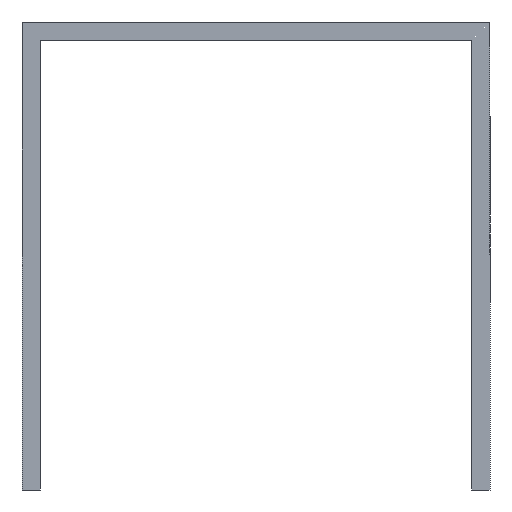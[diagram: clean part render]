
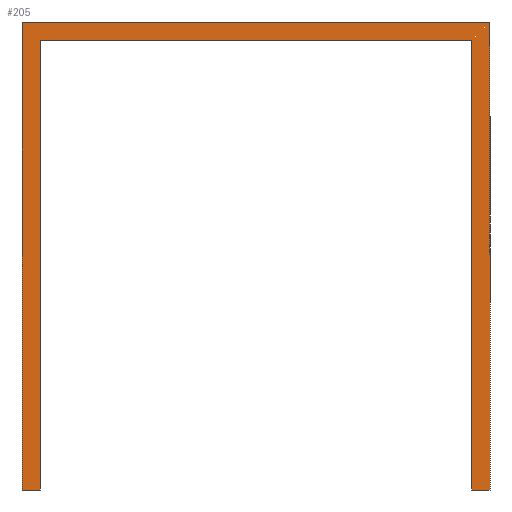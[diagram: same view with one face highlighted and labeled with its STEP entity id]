
A CAD part, front view. The second image highlights one B-rep face of the part: STEP entity #205.
In plain terms, the highlighted planar face has unit normal (0, -1, 0).
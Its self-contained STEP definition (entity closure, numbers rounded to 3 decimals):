
#6 = EDGE_CURVE ( 'NONE', #264, #462, #98, .T. ) ;
#7 = CARTESIAN_POINT ( 'NONE',  ( 39.76, 0., -5.4 ) ) ;
#10 = FACE_OUTER_BOUND ( 'NONE', #322, .T. ) ;
#11 = ORIENTED_EDGE ( 'NONE', *, *, #60, .F. ) ;
#26 = DIRECTION ( 'NONE',  ( -1., 0., 0. ) ) ;
#29 = ORIENTED_EDGE ( 'NONE', *, *, #534, .F. ) ;
#30 = VERTEX_POINT ( 'NONE', #7 ) ;
#42 = VERTEX_POINT ( 'NONE', #568 ) ;
#55 = VECTOR ( 'NONE', #270, 1000. ) ;
#57 = VERTEX_POINT ( 'NONE', #633 ) ;
#60 = EDGE_CURVE ( 'NONE', #511, #264, #618, .T. ) ;
#61 = DIRECTION ( 'NONE',  ( 0., 0., -1. ) ) ;
#68 = CARTESIAN_POINT ( 'NONE',  ( -9.04, 0., 45.4 ) ) ;
#69 = DIRECTION ( 'NONE',  ( 0., -1., 0. ) ) ;
#87 = EDGE_CURVE ( 'NONE', #462, #42, #487, .T. ) ;
#98 = LINE ( 'NONE', #217, #145 ) ;
#110 = CARTESIAN_POINT ( 'NONE',  ( 39.76, 0., 43.4 ) ) ;
#124 = CARTESIAN_POINT ( 'NONE',  ( -7.04, 0., 43.4 ) ) ;
#144 = LINE ( 'NONE', #110, #296 ) ;
#145 = VECTOR ( 'NONE', #165, 1000. ) ;
#165 = DIRECTION ( 'NONE',  ( 0., 0., 1. ) ) ;
#173 = CARTESIAN_POINT ( 'NONE',  ( -7.04, 0., -5.4 ) ) ;
#188 = CARTESIAN_POINT ( 'NONE',  ( 39.76, 0., 43.4 ) ) ;
#201 = VERTEX_POINT ( 'NONE', #188 ) ;
#205 = ADVANCED_FACE ( 'NONE', ( #10 ), #373, .T. ) ;
#207 = AXIS2_PLACEMENT_3D ( 'NONE', #547, #69, #530 ) ;
#216 = CARTESIAN_POINT ( 'NONE',  ( -7.04, 0., -5.4 ) ) ;
#217 = CARTESIAN_POINT ( 'NONE',  ( -9.04, 0., 45.4 ) ) ;
#219 = VECTOR ( 'NONE', #26, 1000. ) ;
#226 = DIRECTION ( 'NONE',  ( 1., 0., 0. ) ) ;
#227 = LINE ( 'NONE', #656, #545 ) ;
#248 = CARTESIAN_POINT ( 'NONE',  ( -9.04, 0., -5.4 ) ) ;
#264 = VERTEX_POINT ( 'NONE', #248 ) ;
#270 = DIRECTION ( 'NONE',  ( 0., 0., -1. ) ) ;
#296 = VECTOR ( 'NONE', #472, 1000. ) ;
#300 = EDGE_CURVE ( 'NONE', #57, #30, #227, .T. ) ;
#322 = EDGE_LOOP ( 'NONE', ( #11, #29, #461, #361, #640, #593, #663, #565 ) ) ;
#325 = CARTESIAN_POINT ( 'NONE',  ( 41.76, 0., 45.4 ) ) ;
#335 = EDGE_CURVE ( 'NONE', #201, #610, #581, .T. ) ;
#361 = ORIENTED_EDGE ( 'NONE', *, *, #510, .F. ) ;
#373 = PLANE ( 'NONE',  #207 ) ;
#432 = CARTESIAN_POINT ( 'NONE',  ( -9.04, 0., -5.4 ) ) ;
#453 = VECTOR ( 'NONE', #61, 1000. ) ;
#457 = DIRECTION ( 'NONE',  ( -1., 0., 0. ) ) ;
#461 = ORIENTED_EDGE ( 'NONE', *, *, #335, .F. ) ;
#462 = VERTEX_POINT ( 'NONE', #68 ) ;
#463 = EDGE_CURVE ( 'NONE', #42, #57, #631, .T. ) ;
#472 = DIRECTION ( 'NONE',  ( 0., 0., 1. ) ) ;
#487 = LINE ( 'NONE', #325, #590 ) ;
#510 = EDGE_CURVE ( 'NONE', #30, #201, #144, .T. ) ;
#511 = VERTEX_POINT ( 'NONE', #216 ) ;
#512 = DIRECTION ( 'NONE',  ( -1., 0., 0. ) ) ;
#530 = DIRECTION ( 'NONE',  ( 0., 0., -1. ) ) ;
#534 = EDGE_CURVE ( 'NONE', #610, #511, #570, .T. ) ;
#545 = VECTOR ( 'NONE', #457, 1000. ) ;
#547 = CARTESIAN_POINT ( 'NONE',  ( 0., 0., 0. ) ) ;
#553 = CARTESIAN_POINT ( 'NONE',  ( -7.04, 0., 43.4 ) ) ;
#565 = ORIENTED_EDGE ( 'NONE', *, *, #6, .F. ) ;
#568 = CARTESIAN_POINT ( 'NONE',  ( 41.76, 0., 45.4 ) ) ;
#569 = CARTESIAN_POINT ( 'NONE',  ( 41.76, 0., -5.4 ) ) ;
#570 = LINE ( 'NONE', #173, #55 ) ;
#581 = LINE ( 'NONE', #553, #661 ) ;
#590 = VECTOR ( 'NONE', #226, 1000. ) ;
#593 = ORIENTED_EDGE ( 'NONE', *, *, #463, .F. ) ;
#610 = VERTEX_POINT ( 'NONE', #124 ) ;
#618 = LINE ( 'NONE', #432, #219 ) ;
#631 = LINE ( 'NONE', #569, #453 ) ;
#633 = CARTESIAN_POINT ( 'NONE',  ( 41.76, 0., -5.4 ) ) ;
#640 = ORIENTED_EDGE ( 'NONE', *, *, #300, .F. ) ;
#656 = CARTESIAN_POINT ( 'NONE',  ( 39.76, 0., -5.4 ) ) ;
#661 = VECTOR ( 'NONE', #512, 1000. ) ;
#663 = ORIENTED_EDGE ( 'NONE', *, *, #87, .F. ) ;
